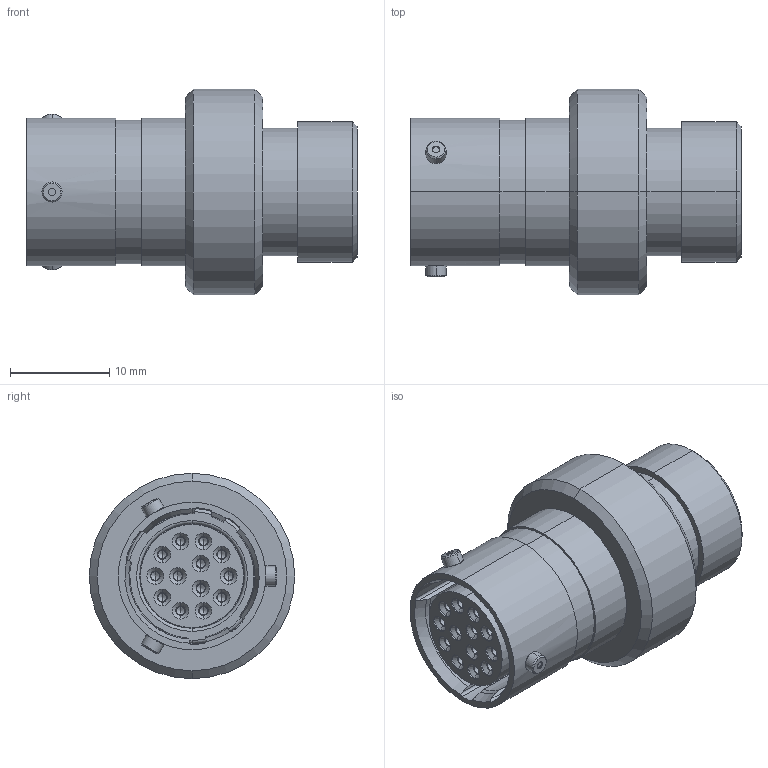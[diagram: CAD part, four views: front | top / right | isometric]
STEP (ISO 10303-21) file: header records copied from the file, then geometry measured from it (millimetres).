
FILE_DESCRIPTION (( 'STEP AP214' ), '1' );
FILE_NAME ('AS110-35SC.STEP', '2017-02-22T08:20:53', ( '' ), ( '' ), 'SwSTEP 2.0', 'SolidWorks 2014', '' );
FILE_SCHEMA (( 'AUTOMOTIVE_DESIGN' ));
Length unit declared in the file: millimetre
Products named in the file (1): AS110-35SC
Bounding box: 33.3 x 20.7 x 20.7 mm (x, y, z)
Volume: 5274.3 mm3; surface area: 8297.5 mm2
Topology: 4 solids, 7 shells, 1892 faces, 4116 edges, 2326 vertices
Faces by surface type: torus 696, cylinder 537, cone 394, plane 253, sphere 12
Entity records: 72849 total; most frequent: DIRECTION 10405, CARTESIAN_POINT 9539, ORIENTED_EDGE 8168, AXIS2_PLACEMENT_3D 4632, EDGE_CURVE 4084, CIRCLE 2739, VERTEX_POINT 2326, EDGE_LOOP 2044
